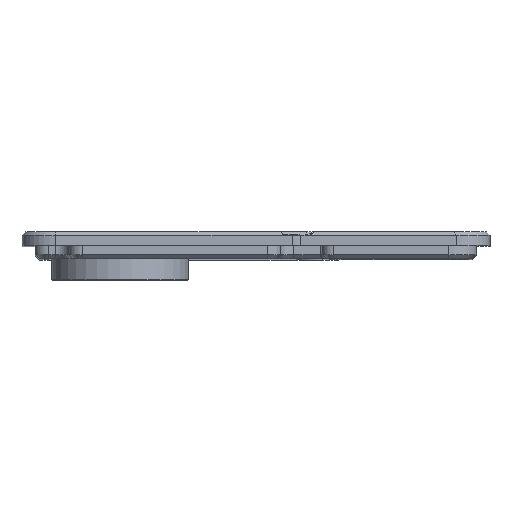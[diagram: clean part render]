
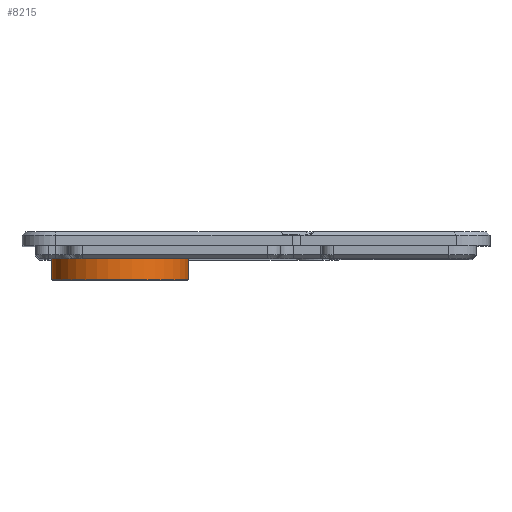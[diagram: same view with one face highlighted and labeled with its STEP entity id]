
A CAD part, top view. The second image highlights one B-rep face of the part: STEP entity #8215.
In plain terms, the highlighted cylindrical face has radius 10.25 mm (diameter 20.5 mm), a full revolution.
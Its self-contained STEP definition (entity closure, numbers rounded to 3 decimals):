
#80=CYLINDRICAL_SURFACE('',#8697,10.25);
#212=CIRCLE('',#8692,10.25);
#214=CIRCLE('',#8698,10.25);
#916=FACE_OUTER_BOUND('',#1402,.T.);
#1402=EDGE_LOOP('',(#7451,#7452,#7453,#7454));
#2474=LINE('',#14009,#3327);
#3327=VECTOR('',#10370,10.25);
#4133=VERTEX_POINT('',#13997);
#4135=VERTEX_POINT('',#14008);
#5272=EDGE_CURVE('',#4133,#4133,#212,.T.);
#5277=EDGE_CURVE('',#4133,#4135,#2474,.T.);
#5278=EDGE_CURVE('',#4135,#4135,#214,.T.);
#7451=ORIENTED_EDGE('',*,*,#5272,.F.);
#7452=ORIENTED_EDGE('',*,*,#5277,.T.);
#7453=ORIENTED_EDGE('',*,*,#5278,.F.);
#7454=ORIENTED_EDGE('',*,*,#5277,.F.);
#8215=ADVANCED_FACE('',(#916),#80,.T.);
#8692=AXIS2_PLACEMENT_3D('',#13998,#10355,#10356);
#8697=AXIS2_PLACEMENT_3D('',#14007,#10368,#10369);
#8698=AXIS2_PLACEMENT_3D('',#14010,#10371,#10372);
#10355=DIRECTION('center_axis',(0.,-1.,0.));
#10356=DIRECTION('ref_axis',(1.,0.,0.));
#10368=DIRECTION('center_axis',(0.,-1.,0.));
#10369=DIRECTION('ref_axis',(1.,0.,0.));
#10370=DIRECTION('',(0.,1.,0.));
#10371=DIRECTION('center_axis',(0.,1.,0.));
#10372=DIRECTION('ref_axis',(1.,0.,0.));
#13997=CARTESIAN_POINT('',(4.45,-5.,40.2));
#13998=CARTESIAN_POINT('Origin',(14.7,-5.,40.2));
#14007=CARTESIAN_POINT('Origin',(14.7,0.,40.2));
#14008=CARTESIAN_POINT('',(4.45,0.,40.2));
#14009=CARTESIAN_POINT('',(4.45,0.,40.2));
#14010=CARTESIAN_POINT('Origin',(14.7,0.,40.2));
